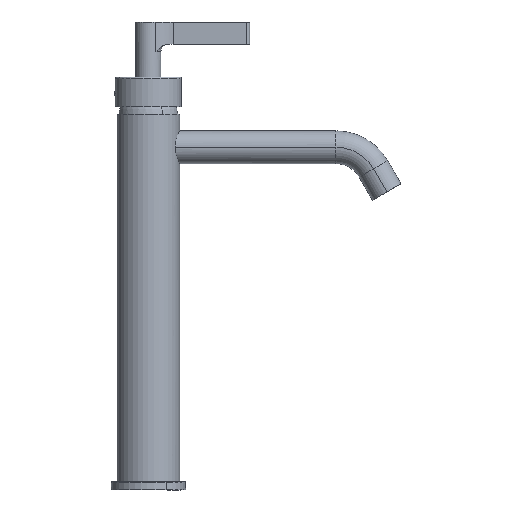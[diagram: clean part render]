
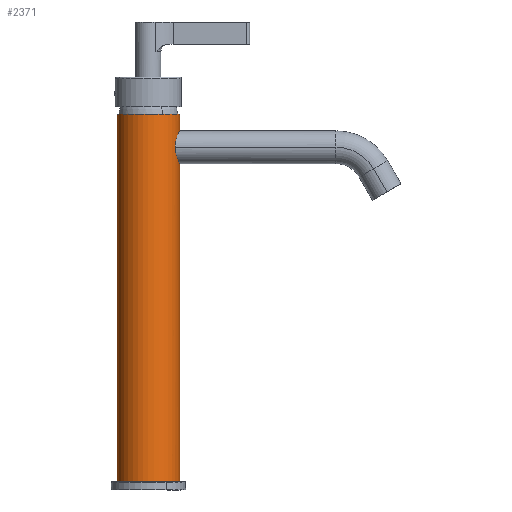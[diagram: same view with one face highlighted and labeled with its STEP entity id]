
A CAD part, front view. The second image highlights one B-rep face of the part: STEP entity #2371.
In plain terms, the highlighted cylindrical face has radius 21 mm (diameter 42 mm), a partial arc.
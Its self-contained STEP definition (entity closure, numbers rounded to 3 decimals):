
#350=CARTESIAN_POINT('Axis2P3D Location',(0.,0.,0.)) ;
#354=CARTESIAN_POINT('Vertex',(-21.,0.,0.)) ;
#356=CARTESIAN_POINT('Vertex',(21.,0.,0.)) ;
#378=CARTESIAN_POINT('Vertex',(21.,0.,246.5)) ;
#380=CARTESIAN_POINT('Vertex',(-21.,0.,246.5)) ;
#383=CARTESIAN_POINT('Axis2P3D Location',(0.,0.,246.5)) ;
#670=CARTESIAN_POINT('Vertex',(21.,0.,235.5)) ;
#674=CARTESIAN_POINT('Control Point',(20.494,-4.583,234.5)) ;
#675=CARTESIAN_POINT('Control Point',(20.731,-3.522,234.986)) ;
#676=CARTESIAN_POINT('Control Point',(20.91,-2.381,235.328)) ;
#677=CARTESIAN_POINT('Control Point',(21.,-1.19,235.5)) ;
#678=CARTESIAN_POINT('Control Point',(21.,0.,235.5)) ;
#679=CARTESIAN_POINT('Vertex',(20.494,-4.583,234.5)) ;
#683=CARTESIAN_POINT('Control Point',(17.889,-11.,224.5)) ;
#684=CARTESIAN_POINT('Control Point',(17.889,-11.,225.878)) ;
#685=CARTESIAN_POINT('Control Point',(18.021,-10.784,227.256)) ;
#686=CARTESIAN_POINT('Control Point',(18.286,-10.354,228.566)) ;
#687=CARTESIAN_POINT('Control Point',(18.912,-9.217,230.819)) ;
#688=CARTESIAN_POINT('Control Point',(19.635,-7.526,232.645)) ;
#689=CARTESIAN_POINT('Control Point',(19.963,-6.634,233.389)) ;
#690=CARTESIAN_POINT('Control Point',(20.256,-5.646,234.013)) ;
#691=CARTESIAN_POINT('Control Point',(20.494,-4.583,234.5)) ;
#692=CARTESIAN_POINT('Vertex',(17.889,-11.,224.5)) ;
#869=CARTESIAN_POINT('Control Point',(17.889,-11.,224.5)) ;
#870=CARTESIAN_POINT('Control Point',(17.889,-11.,223.122)) ;
#871=CARTESIAN_POINT('Control Point',(18.021,-10.784,221.744)) ;
#872=CARTESIAN_POINT('Control Point',(18.286,-10.354,220.434)) ;
#873=CARTESIAN_POINT('Control Point',(18.842,-9.344,218.433)) ;
#874=CARTESIAN_POINT('Control Point',(19.475,-7.897,216.768)) ;
#875=CARTESIAN_POINT('Control Point',(19.725,-7.259,216.166)) ;
#876=CARTESIAN_POINT('Control Point',(20.289,-5.612,214.894)) ;
#877=CARTESIAN_POINT('Control Point',(20.725,-3.676,214.024)) ;
#878=CARTESIAN_POINT('Control Point',(20.909,-2.479,213.675)) ;
#879=CARTESIAN_POINT('Control Point',(21.,-1.24,213.5)) ;
#880=CARTESIAN_POINT('Control Point',(21.,0.,213.5)) ;
#881=CARTESIAN_POINT('Vertex',(21.,0.,213.5)) ;
#2297=CARTESIAN_POINT('Axis2P3D Location',(0.,0.,114.5)) ;
#2326=CARTESIAN_POINT('Line Origine',(-21.,0.,114.5)) ;
#2330=CARTESIAN_POINT('Vertex',(-21.,0.,234.5)) ;
#2333=CARTESIAN_POINT('Line Origine',(21.,0.,114.5)) ;
#2338=CARTESIAN_POINT('Line Origine',(21.,0.,114.5)) ;
#2343=CARTESIAN_POINT('Line Origine',(-21.,0.,114.5)) ;
#2328=VECTOR('Line Direction',#2327,1.) ;
#2335=VECTOR('Line Direction',#2334,1.) ;
#2340=VECTOR('Line Direction',#2339,1.) ;
#2345=VECTOR('Line Direction',#2344,1.) ;
#351=DIRECTION('Axis2P3D Direction',(0.,0.,1.)) ;
#384=DIRECTION('Axis2P3D Direction',(0.,0.,1.)) ;
#2298=DIRECTION('Axis2P3D Direction',(0.,0.,-1.)) ;
#2299=DIRECTION('Axis2P3D XDirection',(1.,0.,0.)) ;
#2327=DIRECTION('Vector Direction',(0.,0.,-1.)) ;
#2334=DIRECTION('Vector Direction',(0.,0.,-1.)) ;
#2339=DIRECTION('Vector Direction',(0.,0.,-1.)) ;
#2344=DIRECTION('Vector Direction',(0.,0.,-1.)) ;
#352=AXIS2_PLACEMENT_3D('Circle Axis2P3D',#350,#351,$) ;
#385=AXIS2_PLACEMENT_3D('Circle Axis2P3D',#383,#384,$) ;
#2300=AXIS2_PLACEMENT_3D('Cylinder Axis2P3D',#2297,#2298,#2299) ;
#2329=LINE('Line',#2326,#2328) ;
#2336=LINE('Line',#2333,#2335) ;
#2341=LINE('Line',#2338,#2340) ;
#2346=LINE('Line',#2343,#2345) ;
#353=CIRCLE('generated circle',#352,21.) ;
#386=CIRCLE('generated circle',#385,21.) ;
#2301=CYLINDRICAL_SURFACE('generated cylinder',#2300,21.) ;
#358=EDGE_CURVE('',#355,#357,#353,.T.) ;
#387=EDGE_CURVE('',#381,#379,#386,.T.) ;
#681=EDGE_CURVE('',#680,#671,#673,.T.) ;
#694=EDGE_CURVE('',#693,#680,#682,.T.) ;
#883=EDGE_CURVE('',#693,#882,#868,.T.) ;
#2332=EDGE_CURVE('',#2331,#381,#2329,.F.) ;
#2337=EDGE_CURVE('',#671,#379,#2336,.F.) ;
#2342=EDGE_CURVE('',#357,#882,#2341,.F.) ;
#2347=EDGE_CURVE('',#355,#2331,#2346,.F.) ;
#2361=ORIENTED_EDGE('',*,*,#2342,.T.) ;
#2362=ORIENTED_EDGE('',*,*,#883,.F.) ;
#2363=ORIENTED_EDGE('',*,*,#694,.T.) ;
#2364=ORIENTED_EDGE('',*,*,#681,.T.) ;
#2365=ORIENTED_EDGE('',*,*,#2337,.T.) ;
#2366=ORIENTED_EDGE('',*,*,#387,.F.) ;
#2367=ORIENTED_EDGE('',*,*,#2332,.F.) ;
#2368=ORIENTED_EDGE('',*,*,#2347,.F.) ;
#2369=ORIENTED_EDGE('',*,*,#358,.T.) ;
#2360=EDGE_LOOP('',(#2361,#2362,#2363,#2364,#2365,#2366,#2367,#2368,#2369)) ;
#355=VERTEX_POINT('',#354) ;
#357=VERTEX_POINT('',#356) ;
#379=VERTEX_POINT('',#378) ;
#381=VERTEX_POINT('',#380) ;
#671=VERTEX_POINT('',#670) ;
#680=VERTEX_POINT('',#679) ;
#693=VERTEX_POINT('',#692) ;
#882=VERTEX_POINT('',#881) ;
#2331=VERTEX_POINT('',#2330) ;
#2371=ADVANCED_FACE('PR0440.002_AllCATPart.1\\PartBody',(#2370),#2301,.T.) ;
#673=B_SPLINE_CURVE_WITH_KNOTS('',4,(#674,#675,#676,#677,#678),.UNSPECIFIED.,.F.,.U.,(5,5),(18.183,24.917),.UNSPECIFIED.) ;
#682=B_SPLINE_CURVE_WITH_KNOTS('',5,(#683,#684,#685,#686,#687,#688,#689,#690,#691),.UNSPECIFIED.,.F.,.U.,(6,3,6),(0.,9.742,18.183),.UNSPECIFIED.) ;
#868=B_SPLINE_CURVE_WITH_KNOTS('',5,(#869,#870,#871,#872,#873,#874,#875,#876,#877,#878,#879,#880),.UNSPECIFIED.,.F.,.U.,(6,3,3,6),(0.,9.742,16.151,24.917),.UNSPECIFIED.) ;
#2370=FACE_OUTER_BOUND('',#2360,.T.) ;
